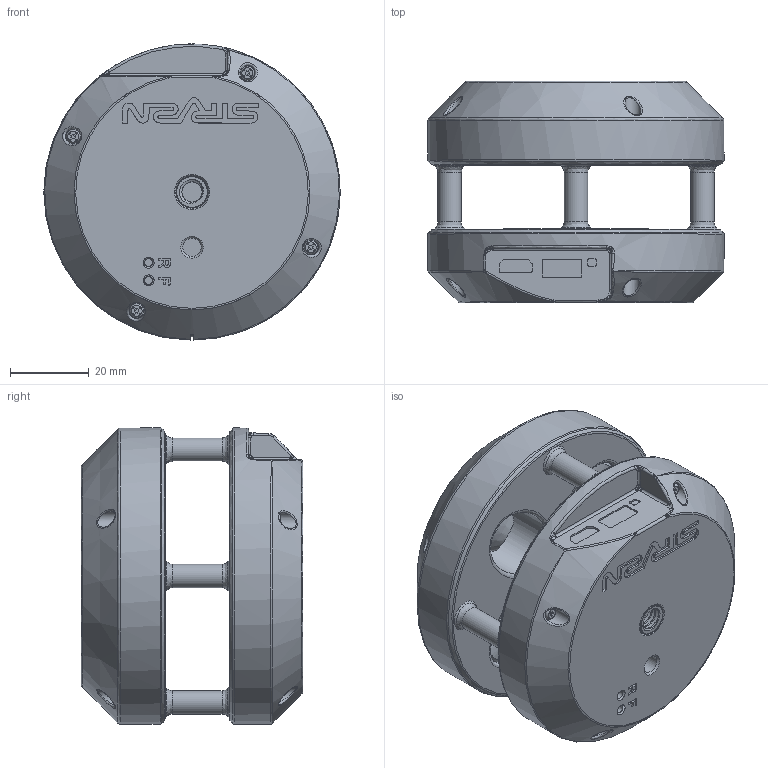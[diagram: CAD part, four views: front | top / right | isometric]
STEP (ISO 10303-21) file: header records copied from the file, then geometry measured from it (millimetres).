
FILE_DESCRIPTION(/* description */ (''),/* implementation_level */ '2;1');
FILE_NAME(/* name */ 'ULSA_BASIC_OUTLINE v19.step',/* time_stamp */ '2022-09-19T13:20:05+09:00',/* author */ (''),/* organization */ (''),/* preprocessor_version */ 'ST-DEVELOPER v19',/* originating_system */ 'Autodesk Translation Framework v11.7.0.108',/* authorisation */ '');
FILE_SCHEMA (('AUTOMOTIVE_DESIGN { 1 0 10303 214 3 1 1 }'));
Length unit declared in the file: millimetre
Products named in the file (2): ULSA_BASIC_OUTLINE; Housing
Assembly tree (1 placements, depth 2):
  ULSA_BASIC_OUTLINE
    Housing
Bounding box: 75 x 56.05 x 75 mm (x, y, z)
Volume: 151876.6 mm3; surface area: 29988.5 mm2
Topology: 2 solids, 3 shells, 812 faces, 2544 edges, 1682 vertices
Faces by surface type: cylinder 321, plane 254, bspline 153, cone 58, torus 25, sphere 1
Full cylindrical faces by diameter (mm): 2 x2, 3.5 x8, 4 x9, 4.6 x1, 5.116 x3, 6 x4, 6.35 x1, 7.2 x1, 7.9 x1, 8.25 x1, 16 x4, 16.15 x4
Entity records: 45706 total; most frequent: CARTESIAN_POINT 23222, ORIENTED_EDGE 5084, DIRECTION 4445, EDGE_CURVE 2542, AXIS2_PLACEMENT_3D 1687, VERTEX_POINT 1682, LINE 1071, VECTOR 1071
